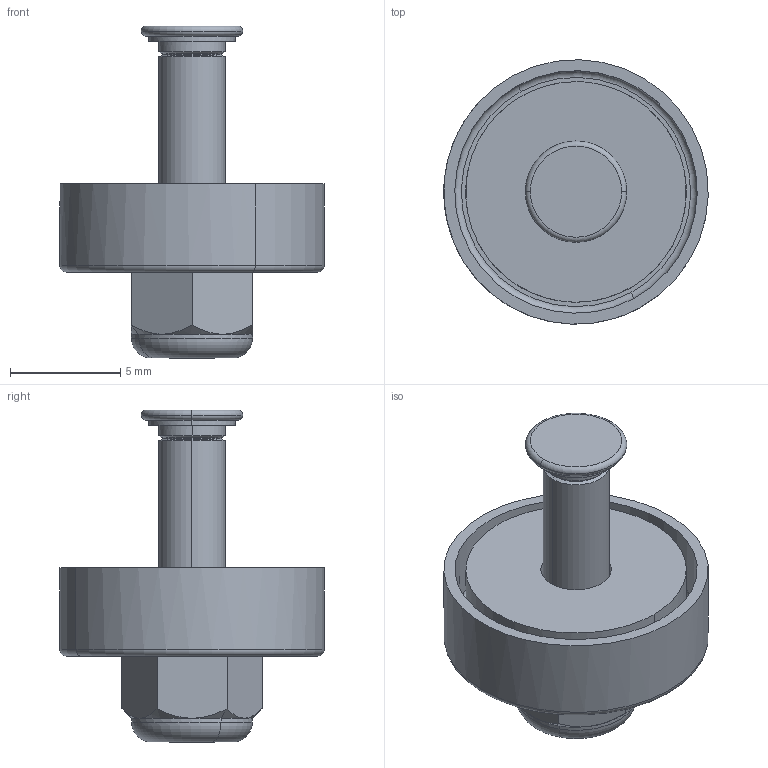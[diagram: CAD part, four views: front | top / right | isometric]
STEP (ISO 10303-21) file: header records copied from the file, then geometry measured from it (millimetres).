
FILE_DESCRIPTION(('CATIA V5 STEP Exchange','CAx-IF Rec.Pracs.--- Model Styling and Organization---1.4--- 2014-01-23'),'2;1');
FILE_NAME ('D1452000_2_1435840000_1435840000.stp','2023-07-24T08:11:29+00:00',('none'),('Weidmueller'),'CATIA Version 5-6 Release 2016 SP3 HF44','CATIA V5 STEP AP214','none');
FILE_SCHEMA(('AUTOMOTIVE_DESIGN { 1 0 10303 214 1 1 1 1 }'));
Length unit declared in the file: millimetre
Products named in the file (1): TPSD FIXING SET POK_AllCATPart
Bounding box: 12 x 12 x 15.06 mm (x, y, z)
Volume: 564.9 mm3; surface area: 1038.8 mm2
Topology: 4 solids, 4 shells, 67 faces, 170 edges, 113 vertices
Faces by surface type: plane 23, cylinder 20, torus 14, cone 10
Entity records: 2259 total; most frequent: CARTESIAN_POINT 671, ORIENTED_EDGE 336, DIRECTION 262, EDGE_CURVE 168, AXIS2_PLACEMENT_3D 147, VERTEX_POINT 113, CIRCLE 84, EDGE_LOOP 77
